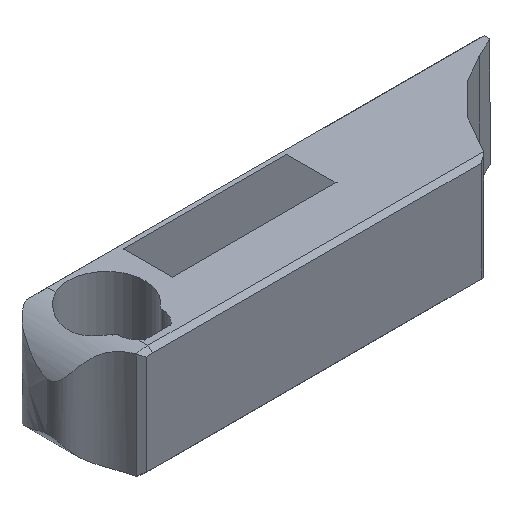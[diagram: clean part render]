
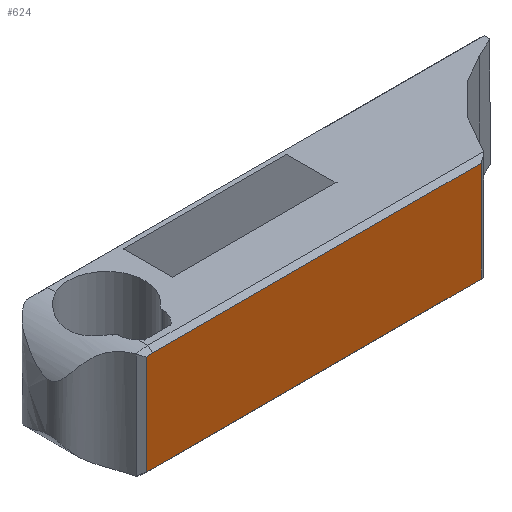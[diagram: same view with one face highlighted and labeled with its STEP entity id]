
A CAD part, isometric view. The second image highlights one B-rep face of the part: STEP entity #624.
In plain terms, the highlighted planar face has unit normal (0, -1, 0).
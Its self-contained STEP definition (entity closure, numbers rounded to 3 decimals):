
#30=B_SPLINE_CURVE_WITH_KNOTS('',3,(#937,#938,#939,#940),.UNSPECIFIED.,
 .F.,.F.,(4,4),(0.044,0.956),.UNSPECIFIED.);
#52=LINE('',#881,#111);
#55=LINE('',#891,#114);
#57=LINE('',#901,#116);
#111=VECTOR('',#724,10.);
#114=VECTOR('',#729,10.);
#116=VECTOR('',#733,10.);
#180=FACE_OUTER_BOUND('',#214,.T.);
#214=EDGE_LOOP('',(#474,#475,#476,#477,#478,#479));
#239=CIRCLE('',#669,4.6);
#241=CIRCLE('',#672,4.6);
#257=VERTEX_POINT('',#878);
#258=VERTEX_POINT('',#880);
#260=VERTEX_POINT('',#889);
#263=VERTEX_POINT('',#896);
#264=VERTEX_POINT('',#904);
#267=VERTEX_POINT('',#936);
#319=EDGE_CURVE('',#257,#258,#52,.T.);
#323=EDGE_CURVE('',#260,#257,#55,.T.);
#326=EDGE_CURVE('',#263,#260,#57,.T.);
#328=EDGE_CURVE('',#264,#263,#239,.T.);
#332=EDGE_CURVE('',#267,#264,#30,.T.);
#335=EDGE_CURVE('',#258,#267,#241,.T.);
#474=ORIENTED_EDGE('',*,*,#319,.F.);
#475=ORIENTED_EDGE('',*,*,#323,.F.);
#476=ORIENTED_EDGE('',*,*,#326,.F.);
#477=ORIENTED_EDGE('',*,*,#328,.F.);
#478=ORIENTED_EDGE('',*,*,#332,.F.);
#479=ORIENTED_EDGE('',*,*,#335,.F.);
#597=PLANE('',#681);
#624=ADVANCED_FACE('',(#180),#597,.T.);
#669=AXIS2_PLACEMENT_3D('',#905,#737,#738);
#672=AXIS2_PLACEMENT_3D('',#954,#743,#744);
#681=AXIS2_PLACEMENT_3D('',#1134,#775,#776);
#724=DIRECTION('',(-1.,0.,0.));
#729=DIRECTION('',(0.,0.,-1.));
#733=DIRECTION('',(1.,0.,0.));
#737=DIRECTION('center_axis',(0.,1.,0.));
#738=DIRECTION('ref_axis',(-1.,0.,0.));
#743=DIRECTION('center_axis',(0.,1.,0.));
#744=DIRECTION('ref_axis',(-1.,0.,0.));
#775=DIRECTION('center_axis',(0.,-1.,0.));
#776=DIRECTION('ref_axis',(1.,0.,0.));
#878=CARTESIAN_POINT('',(-0.4,0.,0.4));
#880=CARTESIAN_POINT('',(-30.538,0.,0.4));
#881=CARTESIAN_POINT('',(-22.155,0.,0.4));
#889=CARTESIAN_POINT('',(-0.4,0.,9.6));
#891=CARTESIAN_POINT('',(-0.4,0.,0.));
#896=CARTESIAN_POINT('',(-30.538,0.,9.6));
#901=CARTESIAN_POINT('',(-22.155,0.,9.6));
#904=CARTESIAN_POINT('',(-31.1,0.,9.561));
#905=CARTESIAN_POINT('Origin',(-30.503,0.,5.));
#936=CARTESIAN_POINT('',(-31.1,0.,0.439));
#937=CARTESIAN_POINT('Ctrl Pts',(-31.1,0.,0.439));
#938=CARTESIAN_POINT('Ctrl Pts',(-31.1,0.,3.48));
#939=CARTESIAN_POINT('Ctrl Pts',(-31.1,0.,6.52));
#940=CARTESIAN_POINT('Ctrl Pts',(-31.1,0.,9.561));
#954=CARTESIAN_POINT('Origin',(-30.503,0.,5.));
#1134=CARTESIAN_POINT('Origin',(-31.5,0.,0.));
